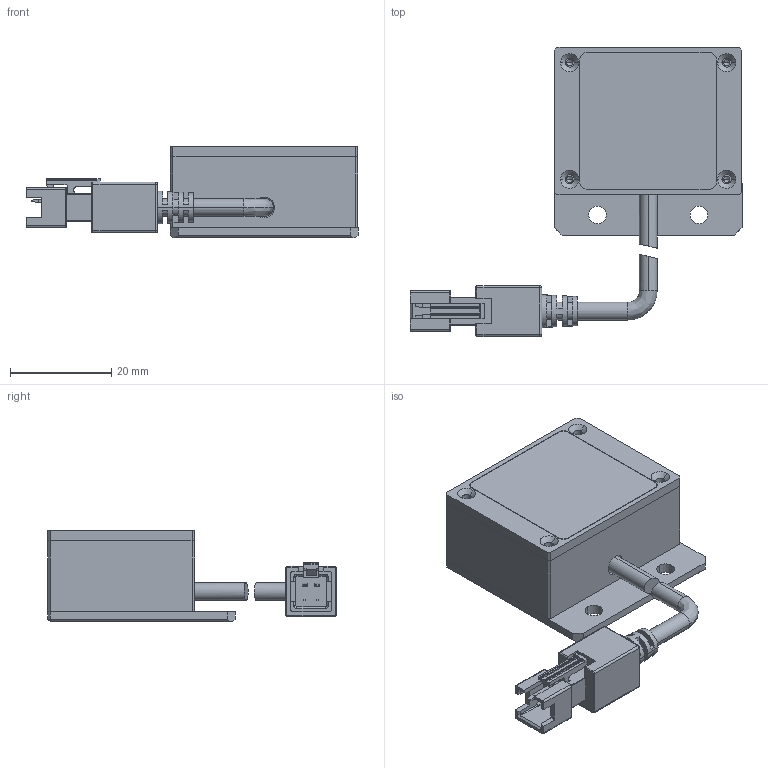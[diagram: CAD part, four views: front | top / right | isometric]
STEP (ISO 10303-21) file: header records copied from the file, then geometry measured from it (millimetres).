
FILE_DESCRIPTION (( 'STEP AP214' ), '1' );
FILE_NAME ('660700-W.STEP', '2019-03-05T01:57:26', ( 'user' ), ( '微软中国' ), 'SwSTEP 2.0', 'SolidWorks 2016', '' );
FILE_SCHEMA (( 'AUTOMOTIVE_DESIGN' ));
Length unit declared in the file: millimetre
Products named in the file (1): 660700-W
Bounding box: 65.5 x 57 x 18.1 mm (x, y, z)
Volume: 11624.2 mm3; surface area: 13100.3 mm2
Topology: 6 solids, 6 shells, 470 faces, 1189 edges, 749 vertices
Faces by surface type: plane 229, cylinder 122, bspline 79, cone 40
Entity records: 18708 total; most frequent: CARTESIAN_POINT 3795, ORIENTED_EDGE 2338, DIRECTION 2092, EDGE_CURVE 1169, VERTEX_POINT 749, LINE 740, VECTOR 740, AXIS2_PLACEMENT_3D 676
